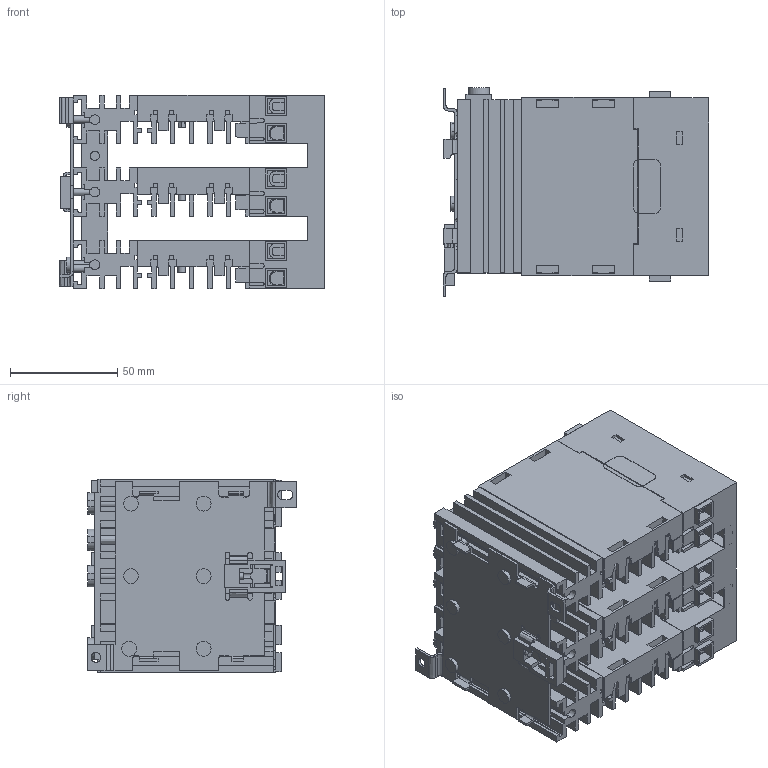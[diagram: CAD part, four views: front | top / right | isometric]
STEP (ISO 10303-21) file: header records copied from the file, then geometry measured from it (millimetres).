
FILE_DESCRIPTION((''),'2;1');
FILE_NAME('SSM3A325F7-3D','2020-10-30T15:02:42',('SESA524360'),('Schneider-Electric'),'CREO PARAMETRIC BY PTC INC, 2019164','CREO PARAMETRIC BY PTC INC, 2019164','');
FILE_SCHEMA(('AP242_MANAGED_MODEL_BASED_3D_ENGINEERING_MIM_LF { 1 0 10303 442 1 1 4 }'));
Products named in the file (1): SSM3A325F7-3D
Bounding box: 123.4 x 97 x 90.15 mm (x, y, z)
Volume: 468879 mm3; surface area: 187104.6 mm2
Topology: 1 solids, 1 shells, 1885 faces, 5432 edges, 3561 vertices
Faces by surface type: plane 1627, extrusion 151, cylinder 107
Entity records: 107741 total; most frequent: CARTESIAN_POINT 41151, ORIENTED_EDGE 10864, DIRECTION 9093, PRESENTATION_STYLE_ASSIGNMENT 5466, STYLED_ITEM 5464, CURVE_STYLE 5454, EDGE_CURVE 5432, VECTOR 4939
